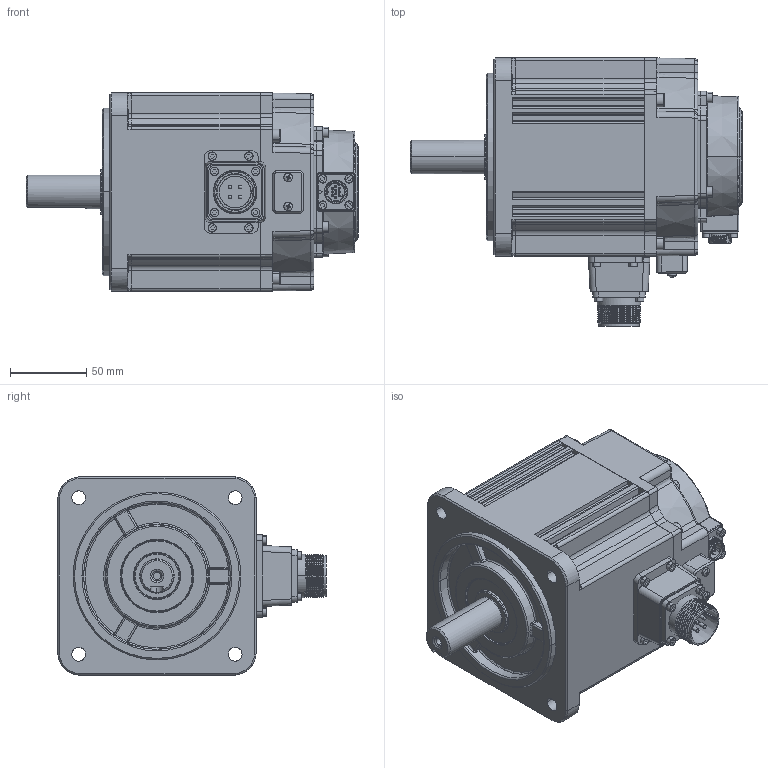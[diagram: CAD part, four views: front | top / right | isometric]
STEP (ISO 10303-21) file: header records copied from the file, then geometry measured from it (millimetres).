
FILE_DESCRIPTION (( 'STEP AP203' ), '1' );
FILE_NAME ('MS6G-130CS(M)20BZ2-41P5.STEP', '2022-12-29T06:18:36', ( '' ), ( '' ), 'SwSTEP 2.0', 'SolidWorks 2016', '' );
FILE_SCHEMA (( 'CONFIG_CONTROL_DESIGN' ));
Products named in the file (1): MS6G-130CS(M)20BZ2-41P5
Bounding box: 217.5 x 175.9 x 130 mm (x, y, z)
Surface area: 143704 mm2 (no closed solid volume)
Topology: 0 solids, 47 shells, 1027 faces, 3142 edges, 2126 vertices
Faces by surface type: plane 379, cylinder 356, bspline 132, torus 88, cone 68, sphere 4
Entity records: 49414 total; most frequent: CARTESIAN_POINT 22614, ORIENTED_EDGE 5477, DIRECTION 5343, EDGE_CURVE 3132, VERTEX_POINT 2126, AXIS2_PLACEMENT_3D 1971, LINE 1401, VECTOR 1401
